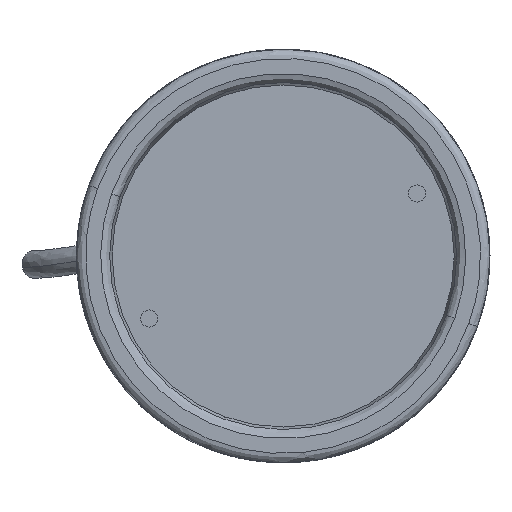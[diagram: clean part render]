
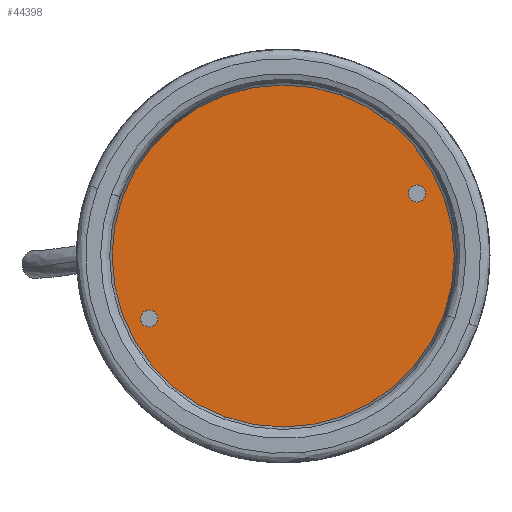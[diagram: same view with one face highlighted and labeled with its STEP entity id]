
A CAD part, front view. The second image highlights one B-rep face of the part: STEP entity #44398.
In plain terms, the highlighted planar face has unit normal (0, -1, 0).
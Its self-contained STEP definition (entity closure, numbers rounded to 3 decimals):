
#18 = CARTESIAN_POINT ( 'NONE',  ( 0., 5.2, 55. ) ) ;
#659 = DIRECTION ( 'NONE',  ( 1., 0., 0. ) ) ;
#1650 = CIRCLE ( 'NONE', #31509, 55. ) ;
#1830 = AXIS2_PLACEMENT_3D ( 'NONE', #52751, #39161, #20505 ) ;
#2519 = EDGE_CURVE ( 'NONE', #45137, #37334, #1650, .T. ) ;
#3330 = DIRECTION ( 'NONE',  ( 0., -1., 0. ) ) ;
#4881 = CARTESIAN_POINT ( 'NONE',  ( 33.588, 5.2, 33.588 ) ) ;
#5105 = VERTEX_POINT ( 'NONE', #13005 ) ;
#6816 = DIRECTION ( 'NONE',  ( 0., -1., 0. ) ) ;
#7960 = FACE_BOUND ( 'NONE', #50963, .T. ) ;
#13005 = CARTESIAN_POINT ( 'NONE',  ( -36.338, 5.2, -33.588 ) ) ;
#13055 = FACE_BOUND ( 'NONE', #56393, .T. ) ;
#14258 = DIRECTION ( 'NONE',  ( 1., 0., 0. ) ) ;
#15749 = VERTEX_POINT ( 'NONE', #23981 ) ;
#16706 = DIRECTION ( 'NONE',  ( 0., 0., 1. ) ) ;
#17001 = DIRECTION ( 'NONE',  ( 0., 1., 0. ) ) ;
#18925 = EDGE_CURVE ( 'NONE', #15749, #33245, #44992, .T. ) ;
#18997 = AXIS2_PLACEMENT_3D ( 'NONE', #4881, #23572, #659 ) ;
#20505 = DIRECTION ( 'NONE',  ( 1., 0., 0. ) ) ;
#21161 = ORIENTED_EDGE ( 'NONE', *, *, #2519, .T. ) ;
#22038 = CIRCLE ( 'NONE', #23933, 55. ) ;
#23572 = DIRECTION ( 'NONE',  ( 0., -1., 0. ) ) ;
#23933 = AXIS2_PLACEMENT_3D ( 'NONE', #25217, #6816, #48410 ) ;
#23981 = CARTESIAN_POINT ( 'NONE',  ( 36.338, 5.2, 33.588 ) ) ;
#25217 = CARTESIAN_POINT ( 'NONE',  ( 0., 5.2, 0. ) ) ;
#25757 = FACE_OUTER_BOUND ( 'NONE', #39229, .T. ) ;
#26350 = EDGE_CURVE ( 'NONE', #45544, #5105, #54747, .T. ) ;
#26823 = CARTESIAN_POINT ( 'NONE',  ( 0., 5.2, -55. ) ) ;
#31509 = AXIS2_PLACEMENT_3D ( 'NONE', #37187, #55580, #32688 ) ;
#32633 = AXIS2_PLACEMENT_3D ( 'NONE', #35970, #17001, #16706 ) ;
#32688 = DIRECTION ( 'NONE',  ( 0., 0., -1. ) ) ;
#33245 = VERTEX_POINT ( 'NONE', #36503 ) ;
#35053 = AXIS2_PLACEMENT_3D ( 'NONE', #51319, #55537, #14258 ) ;
#35970 = CARTESIAN_POINT ( 'NONE',  ( -110., 5.2, -110. ) ) ;
#36018 = ORIENTED_EDGE ( 'NONE', *, *, #18925, .F. ) ;
#36503 = CARTESIAN_POINT ( 'NONE',  ( 30.838, 5.2, 33.588 ) ) ;
#37187 = CARTESIAN_POINT ( 'NONE',  ( 0., 5.2, 0. ) ) ;
#37334 = VERTEX_POINT ( 'NONE', #26823 ) ;
#39161 = DIRECTION ( 'NONE',  ( 0., -1., 0. ) ) ;
#39229 = EDGE_LOOP ( 'NONE', ( #39235, #21161 ) ) ;
#39235 = ORIENTED_EDGE ( 'NONE', *, *, #54120, .T. ) ;
#39903 = CARTESIAN_POINT ( 'NONE',  ( -30.838, 5.2, -33.588 ) ) ;
#40198 = PLANE ( 'NONE',  #32633 ) ;
#41761 = CIRCLE ( 'NONE', #35053, 2.75 ) ;
#43255 = ORIENTED_EDGE ( 'NONE', *, *, #26350, .F. ) ;
#44398 = ADVANCED_FACE ( 'NONE', ( #13055, #7960, #25757 ), #40198, .F. ) ;
#44711 = EDGE_CURVE ( 'NONE', #5105, #45544, #41761, .T. ) ;
#44992 = CIRCLE ( 'NONE', #18997, 2.75 ) ;
#45137 = VERTEX_POINT ( 'NONE', #18 ) ;
#45544 = VERTEX_POINT ( 'NONE', #39903 ) ;
#46811 = ORIENTED_EDGE ( 'NONE', *, *, #48749, .F. ) ;
#47799 = AXIS2_PLACEMENT_3D ( 'NONE', #50049, #3330, #49170 ) ;
#48410 = DIRECTION ( 'NONE',  ( 0., 0., -1. ) ) ;
#48749 = EDGE_CURVE ( 'NONE', #33245, #15749, #58370, .T. ) ;
#49170 = DIRECTION ( 'NONE',  ( 1., 0., 0. ) ) ;
#50049 = CARTESIAN_POINT ( 'NONE',  ( 33.588, 5.2, 33.588 ) ) ;
#50963 = EDGE_LOOP ( 'NONE', ( #43255, #53261 ) ) ;
#51319 = CARTESIAN_POINT ( 'NONE',  ( -33.588, 5.2, -33.588 ) ) ;
#52751 = CARTESIAN_POINT ( 'NONE',  ( -33.588, 5.2, -33.588 ) ) ;
#53261 = ORIENTED_EDGE ( 'NONE', *, *, #44711, .F. ) ;
#54120 = EDGE_CURVE ( 'NONE', #37334, #45137, #22038, .T. ) ;
#54747 = CIRCLE ( 'NONE', #1830, 2.75 ) ;
#55537 = DIRECTION ( 'NONE',  ( 0., -1., 0. ) ) ;
#55580 = DIRECTION ( 'NONE',  ( 0., -1., 0. ) ) ;
#56393 = EDGE_LOOP ( 'NONE', ( #36018, #46811 ) ) ;
#58370 = CIRCLE ( 'NONE', #47799, 2.75 ) ;
